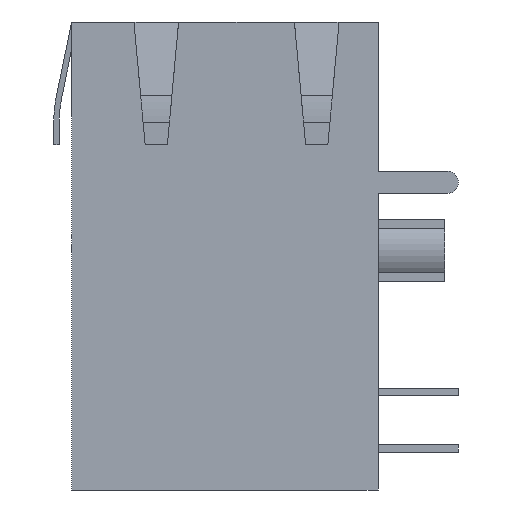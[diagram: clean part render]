
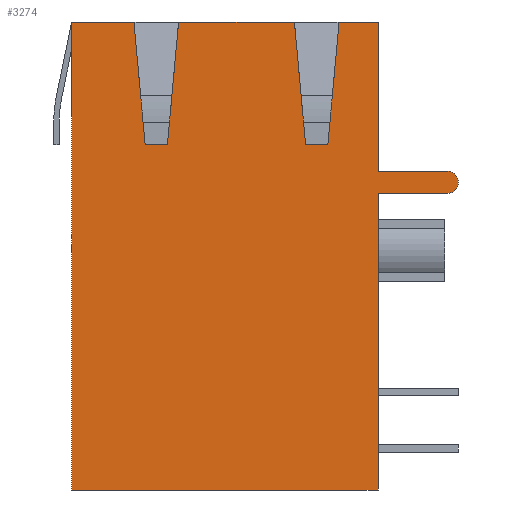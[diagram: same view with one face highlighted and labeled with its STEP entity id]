
A CAD part, left-side view. The second image highlights one B-rep face of the part: STEP entity #3274.
In plain terms, the highlighted planar face has unit normal (-1, 0, 0).
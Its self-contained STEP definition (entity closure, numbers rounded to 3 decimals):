
#133=PLANE('',#3462);
#292=FACE_OUTER_BOUND('',#482,.T.);
#482=EDGE_LOOP('',(#2658,#2659,#2660,#2661,#2662,#2663,#2664,#2665,#2666,
#2667,#2668,#2669,#2670,#2671,#2672,#2673));
#623=LINE('',#4505,#1055);
#802=LINE('',#4869,#1234);
#804=LINE('',#4873,#1236);
#806=LINE('',#4877,#1238);
#811=LINE('',#4885,#1243);
#812=LINE('',#4887,#1244);
#813=LINE('',#4889,#1245);
#814=LINE('',#4890,#1246);
#815=LINE('',#4892,#1247);
#816=LINE('',#4894,#1248);
#817=LINE('',#4895,#1249);
#818=LINE('',#4897,#1250);
#819=LINE('',#4899,#1251);
#820=LINE('',#4901,#1252);
#821=LINE('',#4904,#1253);
#1055=VECTOR('',#3637,1.);
#1234=VECTOR('',#3944,1.);
#1236=VECTOR('',#3946,1.);
#1238=VECTOR('',#3948,1.);
#1243=VECTOR('',#3957,1.);
#1244=VECTOR('',#3958,1.);
#1245=VECTOR('',#3959,1.);
#1246=VECTOR('',#3960,1.);
#1247=VECTOR('',#3961,1.);
#1248=VECTOR('',#3962,1.);
#1249=VECTOR('',#3963,1.);
#1250=VECTOR('',#3964,1.);
#1251=VECTOR('',#3965,1.);
#1252=VECTOR('',#3966,1.);
#1253=VECTOR('',#3969,1.);
#1468=CIRCLE('',#3463,0.5);
#1498=VERTEX_POINT('',#4503);
#1499=VERTEX_POINT('',#4504);
#1620=VERTEX_POINT('',#4868);
#1621=VERTEX_POINT('',#4870);
#1622=VERTEX_POINT('',#4872);
#1623=VERTEX_POINT('',#4874);
#1624=VERTEX_POINT('',#4876);
#1625=VERTEX_POINT('',#4884);
#1626=VERTEX_POINT('',#4886);
#1627=VERTEX_POINT('',#4888);
#1628=VERTEX_POINT('',#4891);
#1629=VERTEX_POINT('',#4893);
#1630=VERTEX_POINT('',#4896);
#1631=VERTEX_POINT('',#4898);
#1632=VERTEX_POINT('',#4900);
#1633=VERTEX_POINT('',#4902);
#1809=EDGE_CURVE('',#1498,#1499,#623,.T.);
#1992=EDGE_CURVE('',#1499,#1620,#802,.T.);
#1994=EDGE_CURVE('',#1621,#1622,#804,.T.);
#1996=EDGE_CURVE('',#1623,#1624,#806,.T.);
#2001=EDGE_CURVE('',#1625,#1624,#811,.T.);
#2002=EDGE_CURVE('',#1623,#1626,#812,.T.);
#2003=EDGE_CURVE('',#1626,#1627,#813,.T.);
#2004=EDGE_CURVE('',#1627,#1622,#814,.T.);
#2005=EDGE_CURVE('',#1621,#1628,#815,.T.);
#2006=EDGE_CURVE('',#1628,#1629,#816,.T.);
#2007=EDGE_CURVE('',#1629,#1620,#817,.T.);
#2008=EDGE_CURVE('',#1498,#1630,#818,.T.);
#2009=EDGE_CURVE('',#1630,#1631,#819,.T.);
#2010=EDGE_CURVE('',#1632,#1631,#820,.T.);
#2011=EDGE_CURVE('',#1633,#1632,#1468,.T.);
#2012=EDGE_CURVE('',#1625,#1633,#821,.T.);
#2658=ORIENTED_EDGE('',*,*,#2001,.T.);
#2659=ORIENTED_EDGE('',*,*,#1996,.F.);
#2660=ORIENTED_EDGE('',*,*,#2002,.T.);
#2661=ORIENTED_EDGE('',*,*,#2003,.T.);
#2662=ORIENTED_EDGE('',*,*,#2004,.T.);
#2663=ORIENTED_EDGE('',*,*,#1994,.F.);
#2664=ORIENTED_EDGE('',*,*,#2005,.T.);
#2665=ORIENTED_EDGE('',*,*,#2006,.T.);
#2666=ORIENTED_EDGE('',*,*,#2007,.T.);
#2667=ORIENTED_EDGE('',*,*,#1992,.F.);
#2668=ORIENTED_EDGE('',*,*,#1809,.F.);
#2669=ORIENTED_EDGE('',*,*,#2008,.T.);
#2670=ORIENTED_EDGE('',*,*,#2009,.T.);
#2671=ORIENTED_EDGE('',*,*,#2010,.F.);
#2672=ORIENTED_EDGE('',*,*,#2011,.F.);
#2673=ORIENTED_EDGE('',*,*,#2012,.F.);
#3274=ADVANCED_FACE('',(#292),#133,.F.);
#3462=AXIS2_PLACEMENT_3D('',#4883,#3955,#3956);
#3463=AXIS2_PLACEMENT_3D('',#4903,#3967,#3968);
#3637=DIRECTION('',(0.,0.,1.));
#3944=DIRECTION('',(0.,-1.,0.));
#3946=DIRECTION('',(0.,-1.,0.));
#3948=DIRECTION('',(0.,-1.,0.));
#3955=DIRECTION('center_axis',(1.,0.,0.));
#3956=DIRECTION('ref_axis',(0.,1.,0.));
#3957=DIRECTION('',(0.,0.,1.));
#3958=DIRECTION('',(0.,0.091,-0.996));
#3959=DIRECTION('',(0.,1.,0.));
#3960=DIRECTION('',(0.,0.091,0.996));
#3961=DIRECTION('',(0.,0.091,-0.996));
#3962=DIRECTION('',(0.,1.,0.));
#3963=DIRECTION('',(0.,0.091,0.996));
#3964=DIRECTION('',(0.,-1.,0.));
#3965=DIRECTION('',(0.,0.,1.));
#3966=DIRECTION('',(0.,1.,0.));
#3967=DIRECTION('center_axis',(1.,0.,0.));
#3968=DIRECTION('ref_axis',(0.,0.,
-1.));
#3969=DIRECTION('',(0.,-1.,0.));
#4503=CARTESIAN_POINT('',(-8.,13.75,0.));
#4504=CARTESIAN_POINT('',(-8.,13.75,21.));
#4505=CARTESIAN_POINT('',(-8.,13.75,0.));
#4868=CARTESIAN_POINT('',(-8.,10.95,21.));
#4869=CARTESIAN_POINT('',(-8.,13.75,21.));
#4870=CARTESIAN_POINT('',(-8.,8.95,21.));
#4872=CARTESIAN_POINT('',(-8.,3.75,21.));
#4873=CARTESIAN_POINT('',(-8.,13.75,21.));
#4874=CARTESIAN_POINT('',(-8.,1.75,21.));
#4876=CARTESIAN_POINT('',(-8.,0.,21.));
#4877=CARTESIAN_POINT('',(-8.,13.75,21.));
#4883=CARTESIAN_POINT('Origin',(-8.,3.339,11.922));
#4884=CARTESIAN_POINT('',(-8.,0.,14.3));
#4885=CARTESIAN_POINT('',(-8.,0.,0.));
#4886=CARTESIAN_POINT('',(-8.,1.863,19.759));
#4887=CARTESIAN_POINT('',(-8.,3.659,0.));
#4888=CARTESIAN_POINT('',(-8.,3.637,19.759));
#4889=CARTESIAN_POINT('',(-8.,0.,19.759));
#4890=CARTESIAN_POINT('',(-8.,1.841,0.));
#4891=CARTESIAN_POINT('',(-8.,9.063,19.759));
#4892=CARTESIAN_POINT('',(-8.,10.859,0.));
#4893=CARTESIAN_POINT('',(-8.,10.837,19.759));
#4894=CARTESIAN_POINT('',(-8.,0.,19.759));
#4895=CARTESIAN_POINT('',(-8.,9.041,0.));
#4896=CARTESIAN_POINT('',(-8.,0.,0.));
#4897=CARTESIAN_POINT('',(-8.,13.75,0.));
#4898=CARTESIAN_POINT('',(-8.,0.,13.3));
#4899=CARTESIAN_POINT('',(-8.,0.,0.));
#4900=CARTESIAN_POINT('',(-8.,-3.1,13.3));
#4901=CARTESIAN_POINT('',(-8.,-3.6,13.3));
#4902=CARTESIAN_POINT('',(-8.,-3.1,14.3));
#4903=CARTESIAN_POINT('Origin',(-8.,-3.1,13.8));
#4904=CARTESIAN_POINT('',(-8.,0.,14.3));
